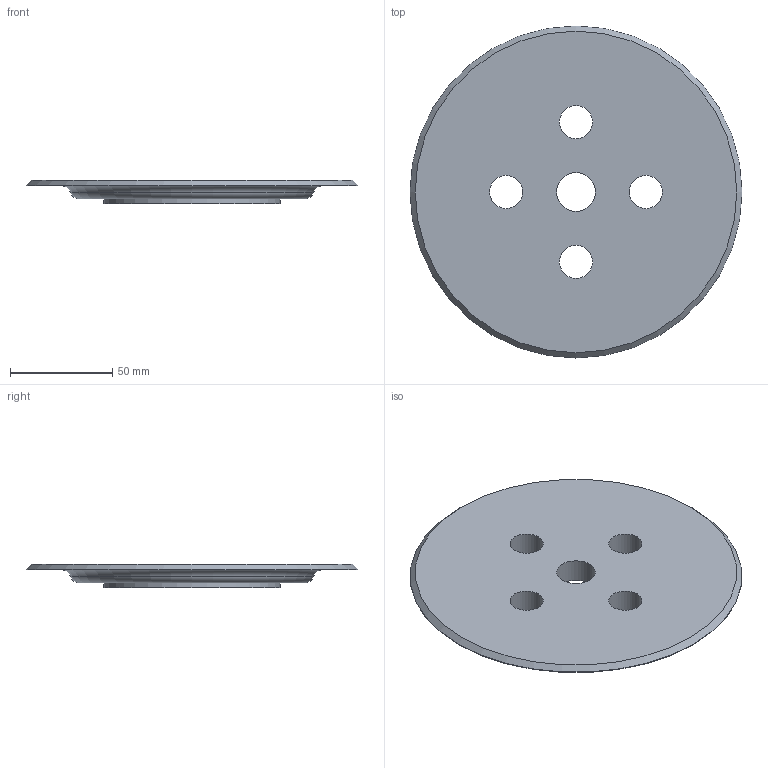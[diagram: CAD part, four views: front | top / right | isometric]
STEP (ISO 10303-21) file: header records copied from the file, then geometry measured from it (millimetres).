
FILE_DESCRIPTION(/* description */ (''),/* implementation_level */ '2;1');
FILE_NAME(/* name */ 'Bot Die 3.5 sink basket swaging tin.step',/* time_stamp */ '2024-06-08T04:49:23-07:00',/* author */ (''),/* organization */ (''),/* preprocessor_version */ 'ST-DEVELOPER v20',/* originating_system */ 'Autodesk Translation Framework v13.14.0.145',/* authorisation */ '');
FILE_SCHEMA (('AUTOMOTIVE_DESIGN { 1 0 10303 214 3 1 1 }'));
Length unit declared in the file: inch
Products named in the file (1): (Unsaved)
Bounding box: 162.56 x 162.56 x 11.56 mm (x, y, z)
Volume: 128203.1 mm3; surface area: 44697.6 mm2
Topology: 1 solids, 1 shells, 14 faces, 29 edges, 19 vertices
Faces by surface type: cylinder 7, plane 4, torus 2, cone 1
Full cylindrical faces by diameter (mm): 16.256 x4, 19.05 x1, 86.36 x1, 162.56 x1
Entity records: 448 total; most frequent: DIRECTION 80, CARTESIAN_POINT 63, ORIENTED_EDGE 58, AXIS2_PLACEMENT_3D 36, EDGE_CURVE 29, EDGE_LOOP 26, CIRCLE 21, VERTEX_POINT 19
